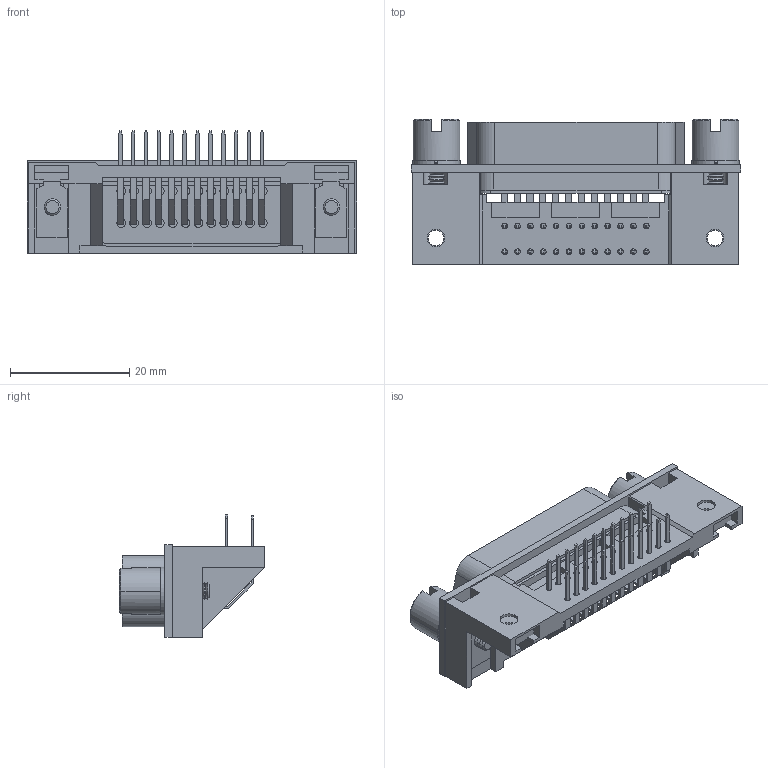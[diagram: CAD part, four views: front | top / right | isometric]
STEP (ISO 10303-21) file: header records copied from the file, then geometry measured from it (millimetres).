
FILE_DESCRIPTION (( 'STEP AP214' ), '1' );
FILE_NAME ('CIB24SRA.STEP', '2006-10-19T14:16:52', ( 'X' ), ( 'L-COM' ), 'SwSTEP 2.0', 'SolidWorks 2006052', '' );
FILE_SCHEMA (( 'AUTOMOTIVE_DESIGN' ));
Length unit declared in the file: inch
Products named in the file (8): CIB24SRA; CIB24SRA-MA2; CIB24SRA-MA1; CIB24S-MA1; CIB24SRA-MA3; CIB24SRA-MA5; CIB24SRA-MA4
Assembly tree (32 placements, depth 2):
  CIB24SRA
    CIB24S-MA1  x2
    CIB24SRA-MA3  x12
    CIB24SRA-MA4  x12
    CIB24SRA-MA1
    CIB24SRA-MA5  x2
    CIB24SRA-MA2  x2
    CIB24SRA
Bounding box: 55.24 x 24.33 x 20.54 mm (x, y, z)
Volume: 8231.4 mm3; surface area: 10365.7 mm2
Topology: 32 solids, 32 shells, 1246 faces, 3172 edges, 2074 vertices
Faces by surface type: plane 892, cone 166, cylinder 162, bspline 26
Entity records: 30281 total; most frequent: CARTESIAN_POINT 6580, ORIENTED_EDGE 4006, DIRECTION 3994, EDGE_CURVE 2003, VECTOR 1492, LINE 1492, VERTEX_POINT 1313, AXIS2_PLACEMENT_3D 1251
